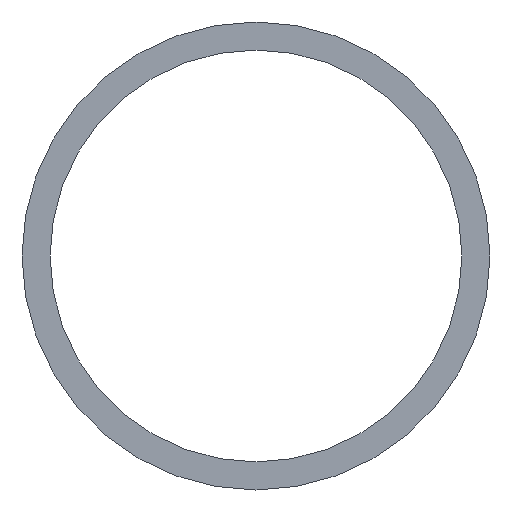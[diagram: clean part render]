
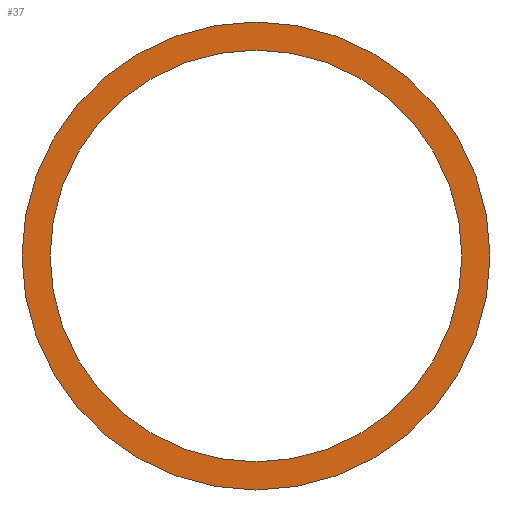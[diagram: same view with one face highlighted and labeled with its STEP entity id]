
A CAD part, front view. The second image highlights one B-rep face of the part: STEP entity #37.
In plain terms, the highlighted planar face has unit normal (0, -1, 0).
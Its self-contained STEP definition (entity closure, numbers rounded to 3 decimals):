
#37=ADVANCED_FACE('NONE',(#71,#72),#73,.F.);
#71=FACE_OUTER_BOUND('',#99,.T.);
#72=FACE_BOUND('',#100,.T.);
#73=PLANE('',#101);
#99=EDGE_LOOP('',(#135,#136));
#100=EDGE_LOOP('',(#137,#138));
#101=AXIS2_PLACEMENT_3D('',#139,#140,#141);
#135=ORIENTED_EDGE('',*,*,#173,.F.);
#136=ORIENTED_EDGE('',*,*,#167,.F.);
#137=ORIENTED_EDGE('',*,*,#162,.T.);
#138=ORIENTED_EDGE('',*,*,#174,.T.);
#139=CARTESIAN_POINT('',(12.5,0.0,12.5));
#140=DIRECTION('',(-0.0,1.0,0.0));
#141=DIRECTION('',(1.0,0.0,0.0));
#162=EDGE_CURVE('NONE',#184,#182,#185,.T.);
#167=EDGE_CURVE('NONE',#191,#193,#194,.T.);
#173=EDGE_CURVE('NONE',#193,#191,#200,.T.);
#174=EDGE_CURVE('NONE',#182,#184,#201,.T.);
#182=VERTEX_POINT('NONE',#209);
#184=VERTEX_POINT('NONE',#212);
#185=CIRCLE('',#213,11.0);
#191=VERTEX_POINT('NONE',#220);
#193=VERTEX_POINT('NONE',#223);
#194=CIRCLE('',#224,12.5);
#200=CIRCLE('',#231,12.5);
#201=CIRCLE('',#232,11.0);
#209=CARTESIAN_POINT('',(23.5,0.0,12.5));
#212=CARTESIAN_POINT('',(1.5,0.0,12.5));
#213=AXIS2_PLACEMENT_3D('',#240,#241,#242);
#220=CARTESIAN_POINT('',(25.,0.0,12.5));
#223=CARTESIAN_POINT('',(0.,0.0,12.5));
#224=AXIS2_PLACEMENT_3D('',#248,#249,#250);
#231=AXIS2_PLACEMENT_3D('',#258,#259,#260);
#232=AXIS2_PLACEMENT_3D('',#261,#262,#263);
#240=CARTESIAN_POINT('',(12.5,0.0,12.5));
#241=DIRECTION('',(-0.0,1.0,0.0));
#242=DIRECTION('',(1.0,0.0,0.0));
#248=CARTESIAN_POINT('',(12.5,0.0,12.5));
#249=DIRECTION('',(-0.0,1.0,0.0));
#250=DIRECTION('',(1.0,0.0,0.0));
#258=CARTESIAN_POINT('',(12.5,0.0,12.5));
#259=DIRECTION('',(-0.0,1.0,0.0));
#260=DIRECTION('',(1.0,0.0,0.0));
#261=CARTESIAN_POINT('',(12.5,0.0,12.5));
#262=DIRECTION('',(-0.0,1.0,0.0));
#263=DIRECTION('',(1.0,0.0,0.0));
